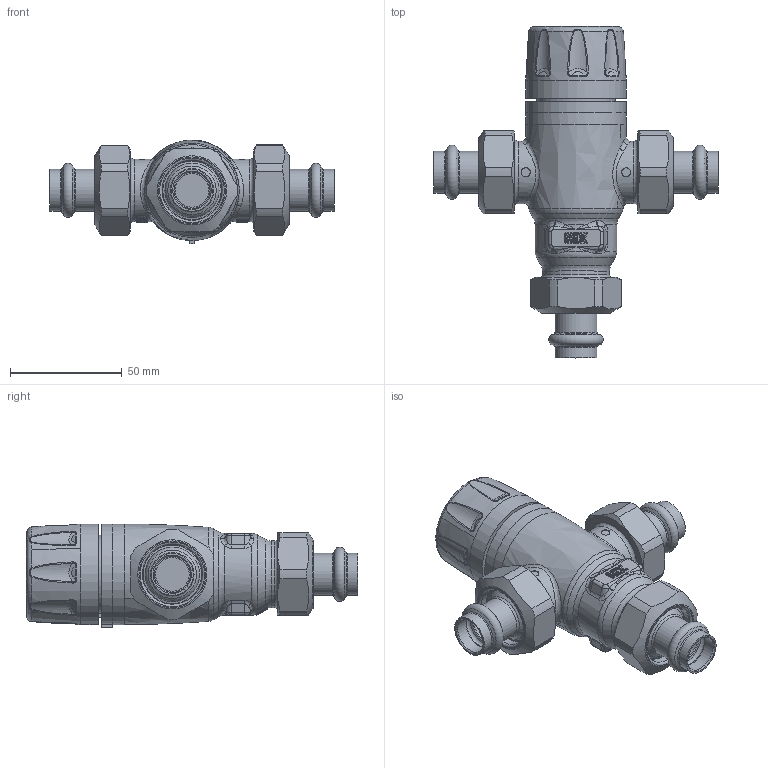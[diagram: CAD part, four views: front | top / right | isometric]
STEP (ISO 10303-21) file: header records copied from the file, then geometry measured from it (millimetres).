
FILE_DESCRIPTION(/* description */ (''),/* implementation_level */ '2;1');
FILE_NAME(/* name */ '521406A.stp',/* time_stamp */ '2025-06-10T14:42:33-05:00',/* author */ ('ischreiner'),/* organization */ (''),/* preprocessor_version */ 'ST-DEVELOPER v20',/* originating_system */ 'Autodesk Inventor 2024',/* authorisation */ '');
FILE_SCHEMA (('AUTOMOTIVE_DESIGN { 1 0 10303 214 3 1 1 }'));
Length unit declared in the file: inch
Products named in the file (4): 521406A; 521101A; F61008 - 1 inch union nut; NA10403
Assembly tree (9 placements, depth 2):
  521406A
    521101A
    NA10403  x5
    F61008 - 1 inch union nut  x3
Bounding box: 127.36 x 148.73 x 46.5 mm (x, y, z)
Volume: 228340.2 mm3; surface area: 58339 mm2
Topology: 9 solids, 9 shells, 1333 faces, 3055 edges, 1673 vertices
Faces by surface type: bspline 511, cylinder 393, plane 204, torus 82, cone 75, sphere 68
Full cylindrical faces by diameter (mm): 2 x1, 4 x2, 8 x1, 9 x1, 15.113 x5, 16.205 x10, 18.796 x10, 26.924 x3, 28 x2, 29.591 x5, 30 x1, 30.302 x3, 31 x1, 33.1 x3, 45 x2
Entity records: 85138 total; most frequent: CARTESIAN_POINT 59588, ORIENTED_EDGE 5318, DIRECTION 4669, EDGE_CURVE 2659, AXIS2_PLACEMENT_3D 1948, VERTEX_POINT 1499, EDGE_LOOP 1228, FACE_OUTER_BOUND 1195
